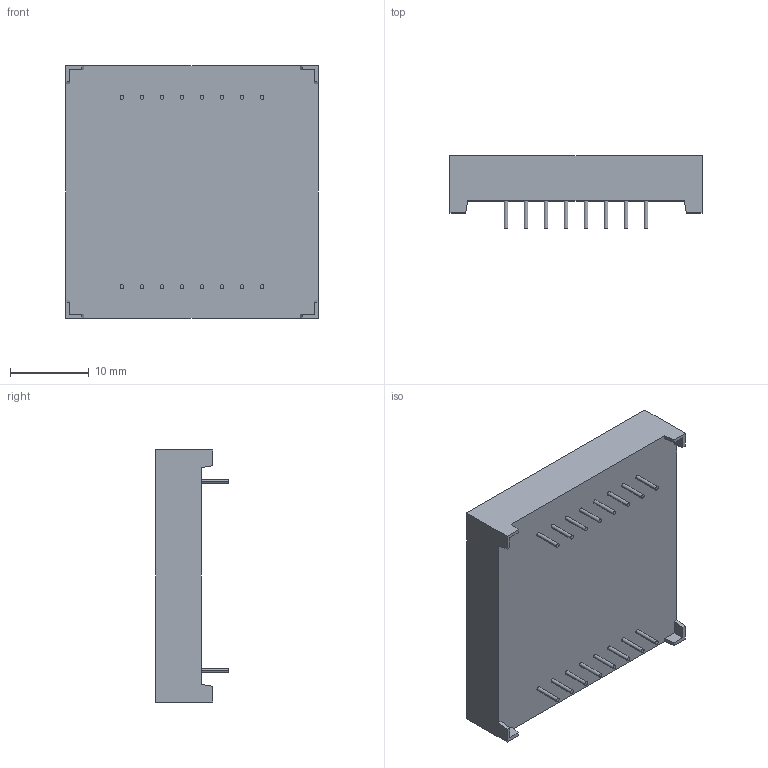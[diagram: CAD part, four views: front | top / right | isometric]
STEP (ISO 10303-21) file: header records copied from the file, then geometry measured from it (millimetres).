
FILE_DESCRIPTION (( 'STEP AP214' ), '1' );
FILE_NAME ('E848CAB7-607A-424B-8B45-BC8C5E3CCC31.STEP', '2022-08-20T18:34:26', ( '' ), ( '' ), 'SwSTEP 2.0', 'SolidWorks 2022', '' );
FILE_SCHEMA (( 'AUTOMOTIVE_DESIGN' ));
Length unit declared in the file: millimetre
Products named in the file (1): E848CAB7-607A-424B-8B45-BC8C5E3CCC31
Bounding box: 32 x 9.3 x 32 mm (x, y, z)
Volume: 5931.9 mm3; surface area: 3863.4 mm2
Topology: 81 solids, 81 shells, 346 faces, 552 edges, 368 vertices
Faces by surface type: plane 186, cylinder 160
Entity records: 9397 total; most frequent: DIRECTION 1566, CARTESIAN_POINT 1267, ORIENTED_EDGE 1104, AXIS2_PLACEMENT_3D 667, EDGE_CURVE 552, VERTEX_POINT 368, FACE_OUTER_BOUND 346, EDGE_LOOP 346
